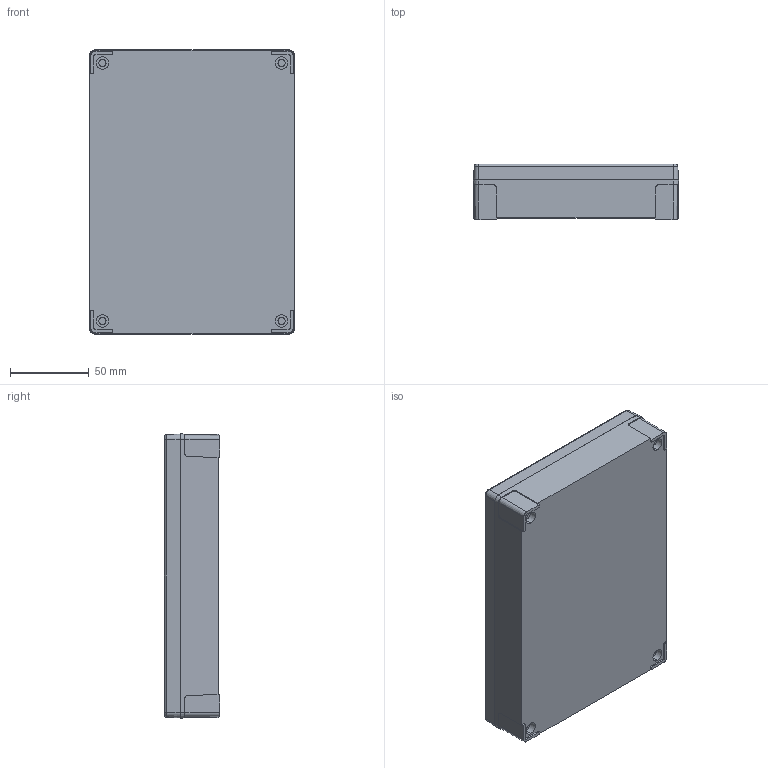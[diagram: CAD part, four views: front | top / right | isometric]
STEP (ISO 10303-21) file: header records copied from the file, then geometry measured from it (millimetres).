
FILE_DESCRIPTION (( 'STEP AP214' ), '1' );
FILE_NAME ('6012313_FIBOX_MNX_PC_150_35_LG.STEP', '2023-02-16T13:06:10', ( '' ), ( '' ), 'SwSTEP 2.0', 'SolidWorks 2021', '' );
FILE_SCHEMA (( 'AUTOMOTIVE_DESIGN' ));
Length unit declared in the file: millimetre
Products named in the file (4): FIBOX_MNXSS14550L; FIBOX_MNX150LB; FIBOX_MNX15010C; 6012313_FIBOX_MNX_PC_150_35_LG
Assembly tree (6 placements, depth 2):
  6012313_FIBOX_MNX_PC_150_35_LG
    FIBOX_MNX150LB
    FIBOX_MNX15010C
    FIBOX_MNXSS14550L  x4
Bounding box: 130.1 x 35 x 180.1 mm (x, y, z)
Volume: 223431.8 mm3; surface area: 138014.2 mm2
Topology: 6 solids, 6 shells, 465 faces, 1141 edges, 734 vertices
Faces by surface type: plane 257, cylinder 156, cone 28, torus 16, sphere 8
Entity records: 11413 total; most frequent: CARTESIAN_POINT 2041, DIRECTION 2005, ORIENTED_EDGE 1858, EDGE_CURVE 929, AXIS2_PLACEMENT_3D 726, VERTEX_POINT 602, LINE 553, VECTOR 553
